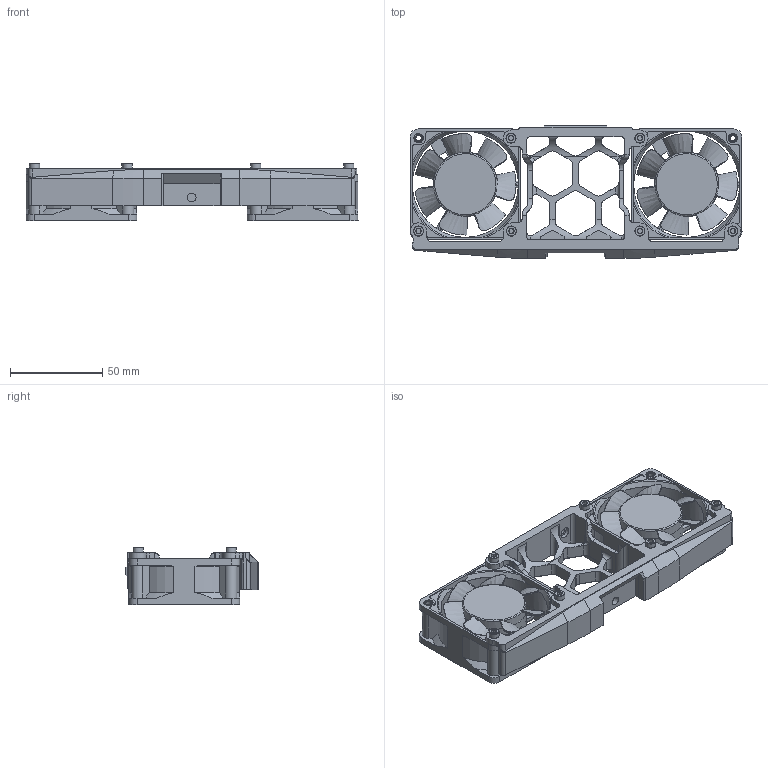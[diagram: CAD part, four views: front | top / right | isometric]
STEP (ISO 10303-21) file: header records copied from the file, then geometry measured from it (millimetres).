
FILE_DESCRIPTION(/* description */ (''),/* implementation_level */ '2;1');
FILE_NAME(/* name */ 'trident_skirt_fan_noctua.step',/* time_stamp */ '2025-04-26T10:14:38-05:00',/* author */ (''),/* organization */ (''),/* preprocessor_version */ 'ST-DEVELOPER v20.1',/* originating_system */ 'Autodesk Translation Framework v14.4.0.0',/* authorisation */ '');
FILE_SCHEMA (('AUTOMOTIVE_DESIGN { 1 0 10303 214 3 1 1 }'));
Products named in the file (12): Skirt Fan; 6020 Fan B; 6020 Housing; 6020 Impeller; M3x8 SHCS (161); M3x8 SHCS (162); M3x8 SHCS (160); M3 Threaded Insert (106); M3 Threaded Insert (104); M3 Threaded Insert (105); M3 Threaded Insert (103); middle_skirt_no_grill
Assembly tree (20 placements, depth 3):
  Skirt Fan
    6020 Fan B
      6020 Housing  x2
      6020 Impeller  x2
      M3 Threaded Insert (103)  x2
      M3x8 SHCS (160)  x2
      M3 Threaded Insert (104)  x2
      M3 Threaded Insert (105)  x2
      M3 Threaded Insert (106)  x2
      M3x8 SHCS (161)  x2
      M3x8 SHCS (162)  x2
    middle_skirt_no_grill
Bounding box: 180.04 x 72 x 31.2 mm (x, y, z)
Volume: 116332.4 mm3; surface area: 73811.8 mm2
Topology: 19 solids, 19 shells, 1959 faces, 5362 edges, 3477 vertices
Faces by surface type: bspline 744, cylinder 519, plane 456, cone 194, torus 46
Full cylindrical faces by diameter (mm): 2.9 x8, 3 x6, 3.5 x2, 4.2 x8, 4.25 x8, 4.3 x6, 4.5 x8, 4.6 x8, 4.7 x1, 5.5 x6, 6 x2, 30.85 x2, 35 x2, 57.5 x2
Entity records: 53531 total; most frequent: CARTESIAN_POINT 25724, ORIENTED_EDGE 6348, DIRECTION 4972, EDGE_CURVE 3174, VERTEX_POINT 2045, AXIS2_PLACEMENT_3D 1963, EDGE_LOOP 1235, FACE_OUTER_BOUND 1165
